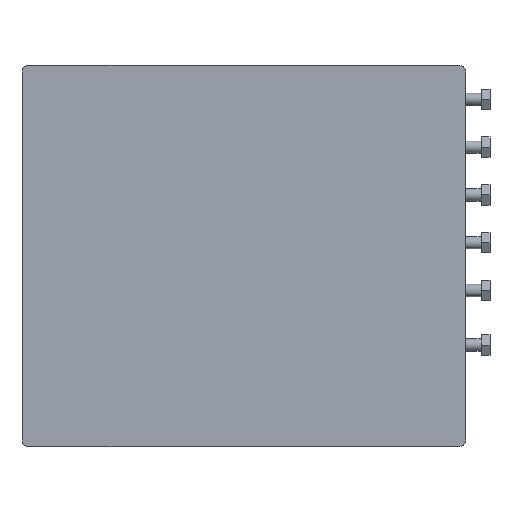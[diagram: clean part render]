
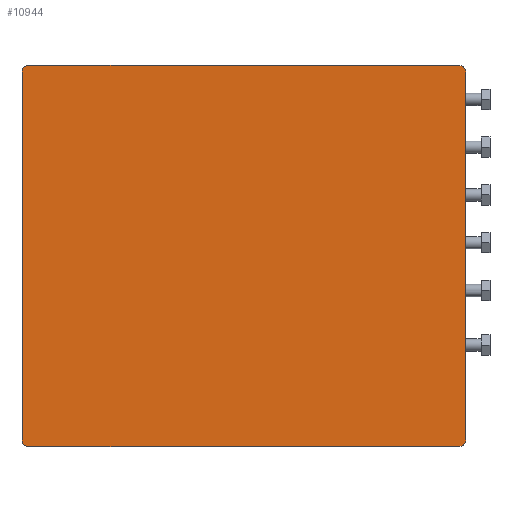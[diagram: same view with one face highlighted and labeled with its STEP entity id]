
A CAD part, left-side view. The second image highlights one B-rep face of the part: STEP entity #10944.
In plain terms, the highlighted planar face has unit normal (-1, 0, 0).
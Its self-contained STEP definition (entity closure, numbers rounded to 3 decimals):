
#602=PLANE('',#11727);
#1101=LINE('',#15152,#2258);
#1102=LINE('',#15155,#2259);
#1103=LINE('',#15158,#2260);
#1104=LINE('',#15159,#2261);
#2258=VECTOR('',#12684,10.);
#2259=VECTOR('',#12687,10.);
#2260=VECTOR('',#12690,10.);
#2261=VECTOR('',#12691,10.);
#3474=FACE_OUTER_BOUND('',#4117,.T.);
#4117=EDGE_LOOP('',(#7996,#7997,#7998,#7999,#8000,#8001,#8002,#8003));
#4785=CIRCLE('',#11659,10.);
#4792=CIRCLE('',#11670,10.);
#4820=CIRCLE('',#11723,10.);
#4822=CIRCLE('',#11728,10.);
#4949=VERTEX_POINT('',#15027);
#4950=VERTEX_POINT('',#15028);
#4955=VERTEX_POINT('',#15047);
#4956=VERTEX_POINT('',#15048);
#4977=VERTEX_POINT('',#15144);
#4978=VERTEX_POINT('',#15145);
#4979=VERTEX_POINT('',#15154);
#4980=VERTEX_POINT('',#15156);
#6084=EDGE_CURVE('',#4949,#4950,#4785,.T.);
#6094=EDGE_CURVE('',#4955,#4956,#4792,.T.);
#6145=EDGE_CURVE('',#4977,#4978,#4820,.T.);
#6149=EDGE_CURVE('',#4950,#4977,#1101,.T.);
#6150=EDGE_CURVE('',#4949,#4979,#1102,.T.);
#6151=EDGE_CURVE('',#4980,#4979,#4822,.T.);
#6152=EDGE_CURVE('',#4956,#4980,#1103,.T.);
#6153=EDGE_CURVE('',#4955,#4978,#1104,.T.);
#7996=ORIENTED_EDGE('',*,*,#6145,.F.);
#7997=ORIENTED_EDGE('',*,*,#6149,.F.);
#7998=ORIENTED_EDGE('',*,*,#6084,.F.);
#7999=ORIENTED_EDGE('',*,*,#6150,.T.);
#8000=ORIENTED_EDGE('',*,*,#6151,.F.);
#8001=ORIENTED_EDGE('',*,*,#6152,.F.);
#8002=ORIENTED_EDGE('',*,*,#6094,.F.);
#8003=ORIENTED_EDGE('',*,*,#6153,.T.);
#10944=ADVANCED_FACE('',(#3474),#602,.T.);
#11659=AXIS2_PLACEMENT_3D('',#15029,#12521,#12522);
#11670=AXIS2_PLACEMENT_3D('',#15049,#12546,#12547);
#11723=AXIS2_PLACEMENT_3D('',#15146,#12674,#12675);
#11727=AXIS2_PLACEMENT_3D('',#15153,#12685,#12686);
#11728=AXIS2_PLACEMENT_3D('',#15157,#12688,#12689);
#12521=DIRECTION('center_axis',(1.,0.,0.));
#12522=DIRECTION('ref_axis',(0.,-0.707,-0.707));
#12546=DIRECTION('center_axis',(1.,0.,0.));
#12547=DIRECTION('ref_axis',(0.,0.707,0.707));
#12674=DIRECTION('center_axis',(1.,0.,0.));
#12675=DIRECTION('ref_axis',(0.,0.707,-0.707));
#12684=DIRECTION('',(0.,1.,0.));
#12685=DIRECTION('center_axis',(-1.,0.,0.));
#12686=DIRECTION('ref_axis',(0.,-1.,0.));
#12687=DIRECTION('',(0.,0.,1.));
#12688=DIRECTION('center_axis',(1.,0.,0.));
#12689=DIRECTION('ref_axis',(0.,-0.707,0.707));
#12690=DIRECTION('',(0.,-1.,0.));
#12691=DIRECTION('',(0.,0.,-1.));
#15027=CARTESIAN_POINT('',(-75.,-325.,-269.5));
#15028=CARTESIAN_POINT('',(-75.,-315.,-279.5));
#15029=CARTESIAN_POINT('Origin',(-75.,-315.,-269.5));
#15047=CARTESIAN_POINT('',(-75.,325.,269.5));
#15048=CARTESIAN_POINT('',(-75.,315.,279.5));
#15049=CARTESIAN_POINT('Origin',(-75.,315.,269.5));
#15144=CARTESIAN_POINT('',(-75.,315.,-279.5));
#15145=CARTESIAN_POINT('',(-75.,325.,-269.5));
#15146=CARTESIAN_POINT('Origin',(-75.,315.,-269.5));
#15152=CARTESIAN_POINT('',(-75.,-325.,-279.5));
#15153=CARTESIAN_POINT('Origin',(-75.,325.,0.));
#15154=CARTESIAN_POINT('',(-75.,-325.,269.5));
#15155=CARTESIAN_POINT('',(-75.,-325.,0.));
#15156=CARTESIAN_POINT('',(-75.,-315.,279.5));
#15157=CARTESIAN_POINT('Origin',(-75.,-315.,269.5));
#15158=CARTESIAN_POINT('',(-75.,-325.,279.5));
#15159=CARTESIAN_POINT('',(-75.,325.,0.));
